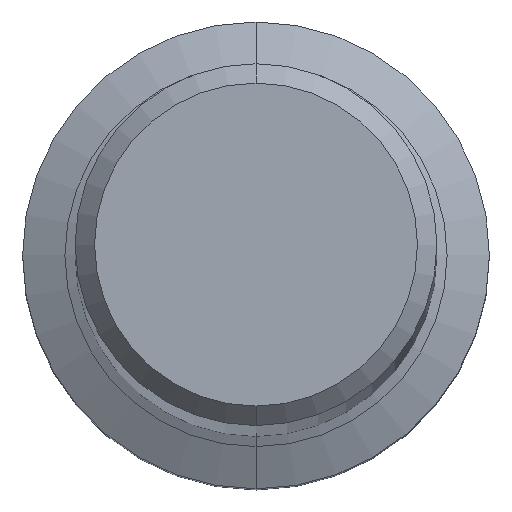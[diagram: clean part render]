
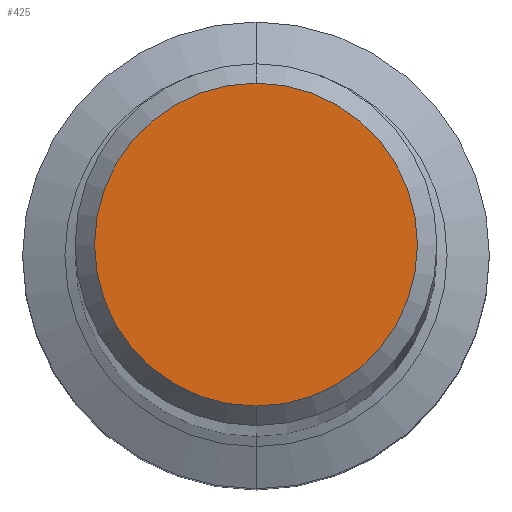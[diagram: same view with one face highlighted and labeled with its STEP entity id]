
A CAD part, top view. The second image highlights one B-rep face of the part: STEP entity #425.
In plain terms, the highlighted planar face has unit normal (0, 0, 1).
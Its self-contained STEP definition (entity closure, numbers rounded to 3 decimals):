
#287=EDGE_CURVE('',#381,#531,#653,.T.);
#381=VERTEX_POINT('',#761);
#425=ADVANCED_FACE('',(#807),#808,.T.);
#451=EDGE_CURVE('',#531,#381,#835,.T.);
#531=VERTEX_POINT('',#923);
#653=CIRCLE('',#1116,4.15);
#761=CARTESIAN_POINT('',(0.,-4.15,0.0));
#807=FACE_OUTER_BOUND('',#1387,.T.);
#808=PLANE('',#1388);
#835=CIRCLE('',#1480,4.15);
#923=CARTESIAN_POINT('',(0.0,4.15,0.0));
#1116=AXIS2_PLACEMENT_3D('',#1769,#1770,#1771);
#1387=EDGE_LOOP('',(#1958,#1959));
#1388=AXIS2_PLACEMENT_3D('',#1960,#1961,#1962);
#1480=AXIS2_PLACEMENT_3D('',#1983,#1984,#1985);
#1769=CARTESIAN_POINT('',(0.0,0.0,0.0));
#1770=DIRECTION('',(0.0,0.0,-1.0));
#1771=DIRECTION('',(0.0,1.0,0.0));
#1958=ORIENTED_EDGE('',*,*,#451,.F.);
#1959=ORIENTED_EDGE('',*,*,#287,.F.);
#1960=CARTESIAN_POINT('',(0.0,2.075,0.0));
#1961=DIRECTION('',(-0.0,0.0,1.0));
#1962=DIRECTION('',(0.0,-1.0,0.0));
#1983=CARTESIAN_POINT('',(0.0,0.0,0.0));
#1984=DIRECTION('',(0.0,0.0,-1.0));
#1985=DIRECTION('',(0.0,1.0,0.0));
